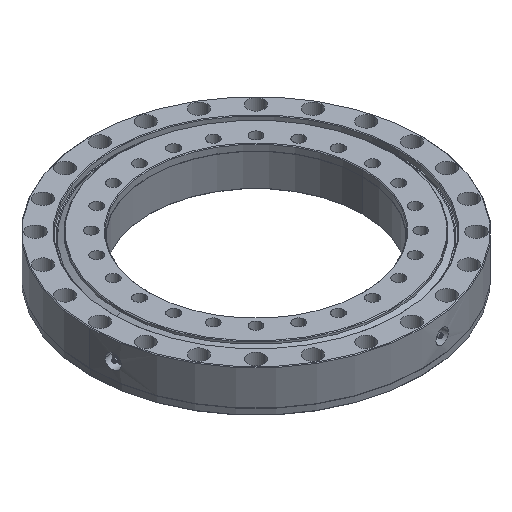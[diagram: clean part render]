
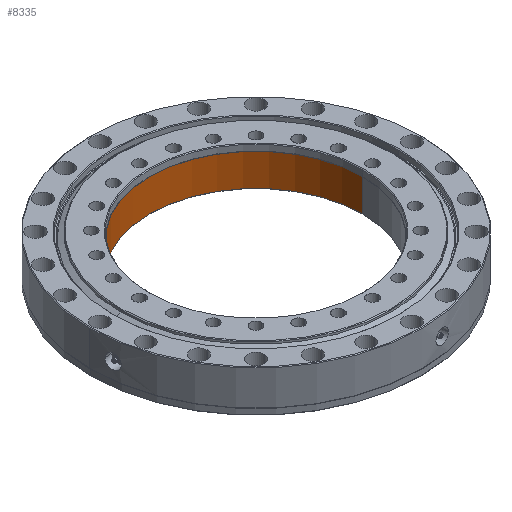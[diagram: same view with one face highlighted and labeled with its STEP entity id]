
A CAD part, isometric view. The second image highlights one B-rep face of the part: STEP entity #8335.
In plain terms, the highlighted cylindrical face has radius 162 mm (diameter 324 mm), a partial arc.
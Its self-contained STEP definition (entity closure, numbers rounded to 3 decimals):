
#159 = DIRECTION ( 'NONE',  ( 0., 0., -1. ) ) ;
#1559 = ORIENTED_EDGE ( 'NONE', *, *, #5881, .T. ) ;
#2740 = ORIENTED_EDGE ( 'NONE', *, *, #4160, .F. ) ;
#3214 = DIRECTION ( 'NONE',  ( 0., 0., 1. ) ) ;
#3347 = DIRECTION ( 'NONE',  ( 1., 0., 0. ) ) ;
#3503 = CARTESIAN_POINT ( 'NONE',  ( 162., 0., 20.75 ) ) ;
#3693 = CIRCLE ( 'NONE', #6123, 162. ) ;
#3809 = CIRCLE ( 'NONE', #11163, 162. ) ;
#3883 = VERTEX_POINT ( 'NONE', #9987 ) ;
#4160 = EDGE_CURVE ( 'NONE', #5290, #12025, #3693, .T. ) ;
#4566 = DIRECTION ( 'NONE',  ( 0., 0., 1. ) ) ;
#4617 = CARTESIAN_POINT ( 'NONE',  ( -162., 0., 0. ) ) ;
#4619 = CARTESIAN_POINT ( 'NONE',  ( 162., 0., 0. ) ) ;
#4946 = FACE_OUTER_BOUND ( 'NONE', #8180, .T. ) ;
#5290 = VERTEX_POINT ( 'NONE', #9856 ) ;
#5333 = VECTOR ( 'NONE', #4566, 1000. ) ;
#5551 = VERTEX_POINT ( 'NONE', #7585 ) ;
#5784 = EDGE_CURVE ( 'NONE', #3883, #5551, #3809, .T. ) ;
#5881 = EDGE_CURVE ( 'NONE', #5551, #12025, #8107, .T. ) ;
#6002 = AXIS2_PLACEMENT_3D ( 'NONE', #9526, #3214, #10583 ) ;
#6123 = AXIS2_PLACEMENT_3D ( 'NONE', #10597, #159, #3347 ) ;
#7204 = VECTOR ( 'NONE', #10918, 1000. ) ;
#7585 = CARTESIAN_POINT ( 'NONE',  ( 162., 0., -28.25 ) ) ;
#8107 = LINE ( 'NONE', #4619, #5333 ) ;
#8180 = EDGE_LOOP ( 'NONE', ( #11849, #10789, #1559, #2740 ) ) ;
#8335 = ADVANCED_FACE ( 'NONE', ( #4946 ), #10225, .F. ) ;
#8402 = DIRECTION ( 'NONE',  ( 1., 0., 0. ) ) ;
#9461 = DIRECTION ( 'NONE',  ( 0., 0., -1. ) ) ;
#9526 = CARTESIAN_POINT ( 'NONE',  ( 0., 0., 0. ) ) ;
#9856 = CARTESIAN_POINT ( 'NONE',  ( -162., 0., 20.75 ) ) ;
#9987 = CARTESIAN_POINT ( 'NONE',  ( -162., 0., -28.25 ) ) ;
#10200 = EDGE_CURVE ( 'NONE', #3883, #5290, #10671, .T. ) ;
#10225 = CYLINDRICAL_SURFACE ( 'NONE', #6002, 162. ) ;
#10583 = DIRECTION ( 'NONE',  ( 1., 0., 0. ) ) ;
#10597 = CARTESIAN_POINT ( 'NONE',  ( 0., 0., 20.75 ) ) ;
#10671 = LINE ( 'NONE', #4617, #7204 ) ;
#10789 = ORIENTED_EDGE ( 'NONE', *, *, #5784, .T. ) ;
#10918 = DIRECTION ( 'NONE',  ( 0., 0., 1. ) ) ;
#11163 = AXIS2_PLACEMENT_3D ( 'NONE', #11610, #9461, #8402 ) ;
#11610 = CARTESIAN_POINT ( 'NONE',  ( 0., 0., -28.25 ) ) ;
#11849 = ORIENTED_EDGE ( 'NONE', *, *, #10200, .F. ) ;
#12025 = VERTEX_POINT ( 'NONE', #3503 ) ;
